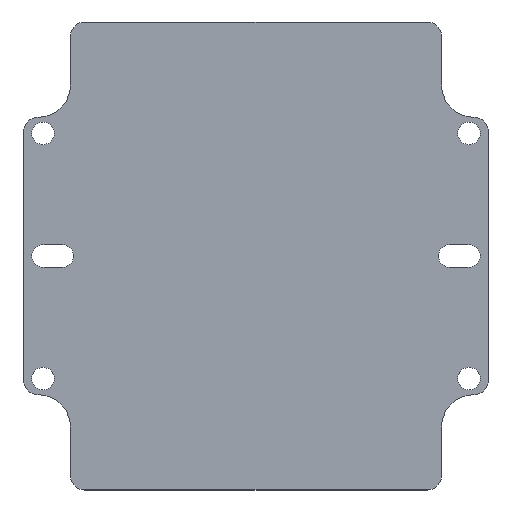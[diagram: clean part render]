
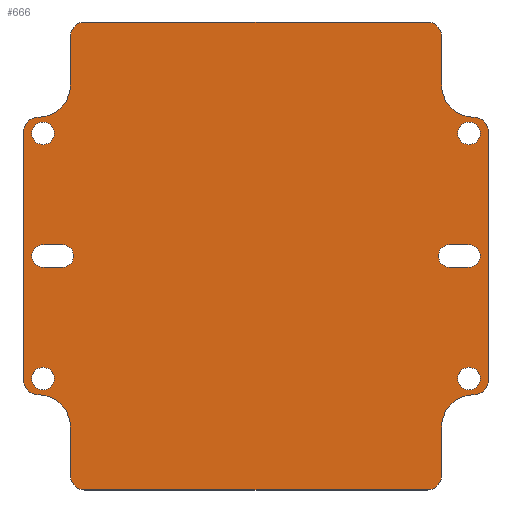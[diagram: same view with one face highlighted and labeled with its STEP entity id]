
A CAD part, top view. The second image highlights one B-rep face of the part: STEP entity #666.
In plain terms, the highlighted planar face has unit normal (0, 0, 1).
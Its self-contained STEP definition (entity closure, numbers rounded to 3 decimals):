
#25=FACE_BOUND('',#123,.T.);
#26=FACE_BOUND('',#124,.T.);
#27=FACE_BOUND('',#125,.T.);
#28=FACE_BOUND('',#126,.T.);
#29=FACE_BOUND('',#127,.T.);
#30=FACE_BOUND('',#128,.T.);
#44=PLANE('',#748);
#78=FACE_OUTER_BOUND('',#122,.T.);
#122=EDGE_LOOP('',(#581,#582,#583,#584,#585,#586,#587,#588,#589,#590,#591,
#592,#593,#594,#595,#596,#597,#598,#599,#600));
#123=EDGE_LOOP('',(#601,#602,#603,#604));
#124=EDGE_LOOP('',(#605,#606,#607,#608));
#125=EDGE_LOOP('',(#609));
#126=EDGE_LOOP('',(#610));
#127=EDGE_LOOP('',(#611));
#128=EDGE_LOOP('',(#612));
#133=LINE('',#966,#185);
#147=LINE('',#1035,#199);
#152=LINE('',#1049,#204);
#157=LINE('',#1063,#209);
#163=LINE('',#1081,#215);
#166=LINE('',#1088,#218);
#169=LINE('',#1097,#221);
#172=LINE('',#1104,#224);
#174=LINE('',#1122,#226);
#175=LINE('',#1125,#227);
#178=LINE('',#1134,#230);
#179=LINE('',#1137,#231);
#185=VECTOR('',#763,10.);
#199=VECTOR('',#823,10.);
#204=VECTOR('',#838,10.);
#209=VECTOR('',#853,10.);
#215=VECTOR('',#873,10.);
#218=VECTOR('',#882,10.);
#221=VECTOR('',#891,10.);
#224=VECTOR('',#900,10.);
#226=VECTOR('',#924,10.);
#227=VECTOR('',#927,10.);
#230=VECTOR('',#940,10.);
#231=VECTOR('',#943,10.);
#234=CIRCLE('',#677,4.5);
#254=CIRCLE('',#700,4.5);
#255=CIRCLE('',#703,4.5);
#256=CIRCLE('',#705,4.5);
#257=CIRCLE('',#708,4.5);
#258=CIRCLE('',#710,4.5);
#259=CIRCLE('',#713,4.5);
#260=CIRCLE('',#715,4.5);
#261=CIRCLE('',#717,3.5);
#262=CIRCLE('',#720,3.5);
#263=CIRCLE('',#723,3.5);
#264=CIRCLE('',#726,3.5);
#265=CIRCLE('',#729,3.5);
#266=CIRCLE('',#731,3.5);
#267=CIRCLE('',#733,3.5);
#268=CIRCLE('',#735,3.5);
#269=CIRCLE('',#737,10.);
#270=CIRCLE('',#741,10.);
#271=CIRCLE('',#743,10.);
#272=CIRCLE('',#747,10.);
#275=VERTEX_POINT('',#956);
#276=VERTEX_POINT('',#958);
#278=VERTEX_POINT('',#964);
#308=VERTEX_POINT('',#1028);
#309=VERTEX_POINT('',#1029);
#310=VERTEX_POINT('',#1034);
#311=VERTEX_POINT('',#1038);
#312=VERTEX_POINT('',#1042);
#313=VERTEX_POINT('',#1043);
#314=VERTEX_POINT('',#1048);
#315=VERTEX_POINT('',#1052);
#316=VERTEX_POINT('',#1056);
#317=VERTEX_POINT('',#1057);
#318=VERTEX_POINT('',#1062);
#319=VERTEX_POINT('',#1066);
#320=VERTEX_POINT('',#1070);
#321=VERTEX_POINT('',#1074);
#322=VERTEX_POINT('',#1075);
#323=VERTEX_POINT('',#1080);
#324=VERTEX_POINT('',#1084);
#325=VERTEX_POINT('',#1090);
#326=VERTEX_POINT('',#1091);
#327=VERTEX_POINT('',#1096);
#328=VERTEX_POINT('',#1100);
#329=VERTEX_POINT('',#1106);
#330=VERTEX_POINT('',#1109);
#331=VERTEX_POINT('',#1112);
#332=VERTEX_POINT('',#1115);
#333=VERTEX_POINT('',#1118);
#334=VERTEX_POINT('',#1124);
#335=VERTEX_POINT('',#1130);
#336=VERTEX_POINT('',#1136);
#339=EDGE_CURVE('',#275,#276,#234,.T.);
#343=EDGE_CURVE('',#278,#275,#133,.T.);
#374=EDGE_CURVE('',#308,#309,#254,.T.);
#377=EDGE_CURVE('',#309,#310,#147,.T.);
#379=EDGE_CURVE('',#310,#311,#255,.T.);
#381=EDGE_CURVE('',#312,#313,#256,.T.);
#384=EDGE_CURVE('',#313,#314,#152,.T.);
#386=EDGE_CURVE('',#314,#315,#257,.T.);
#388=EDGE_CURVE('',#316,#317,#258,.T.);
#391=EDGE_CURVE('',#317,#318,#157,.T.);
#393=EDGE_CURVE('',#318,#319,#259,.T.);
#395=EDGE_CURVE('',#320,#278,#260,.T.);
#397=EDGE_CURVE('',#321,#322,#261,.T.);
#400=EDGE_CURVE('',#322,#323,#163,.T.);
#402=EDGE_CURVE('',#323,#324,#262,.T.);
#404=EDGE_CURVE('',#324,#321,#166,.T.);
#405=EDGE_CURVE('',#325,#326,#263,.T.);
#408=EDGE_CURVE('',#326,#327,#169,.T.);
#410=EDGE_CURVE('',#327,#328,#264,.T.);
#412=EDGE_CURVE('',#328,#325,#172,.T.);
#413=EDGE_CURVE('',#329,#329,#265,.T.);
#414=EDGE_CURVE('',#330,#330,#266,.T.);
#415=EDGE_CURVE('',#331,#331,#267,.T.);
#416=EDGE_CURVE('',#332,#332,#268,.T.);
#417=EDGE_CURVE('',#276,#333,#269,.T.);
#419=EDGE_CURVE('',#333,#308,#174,.T.);
#420=EDGE_CURVE('',#311,#334,#175,.T.);
#422=EDGE_CURVE('',#334,#312,#270,.T.);
#423=EDGE_CURVE('',#315,#335,#271,.T.);
#425=EDGE_CURVE('',#335,#316,#178,.T.);
#426=EDGE_CURVE('',#319,#336,#179,.T.);
#428=EDGE_CURVE('',#336,#320,#272,.T.);
#581=ORIENTED_EDGE('',*,*,#339,.F.);
#582=ORIENTED_EDGE('',*,*,#343,.F.);
#583=ORIENTED_EDGE('',*,*,#395,.F.);
#584=ORIENTED_EDGE('',*,*,#428,.F.);
#585=ORIENTED_EDGE('',*,*,#426,.F.);
#586=ORIENTED_EDGE('',*,*,#393,.F.);
#587=ORIENTED_EDGE('',*,*,#391,.F.);
#588=ORIENTED_EDGE('',*,*,#388,.F.);
#589=ORIENTED_EDGE('',*,*,#425,.F.);
#590=ORIENTED_EDGE('',*,*,#423,.F.);
#591=ORIENTED_EDGE('',*,*,#386,.F.);
#592=ORIENTED_EDGE('',*,*,#384,.F.);
#593=ORIENTED_EDGE('',*,*,#381,.F.);
#594=ORIENTED_EDGE('',*,*,#422,.F.);
#595=ORIENTED_EDGE('',*,*,#420,.F.);
#596=ORIENTED_EDGE('',*,*,#379,.F.);
#597=ORIENTED_EDGE('',*,*,#377,.F.);
#598=ORIENTED_EDGE('',*,*,#374,.F.);
#599=ORIENTED_EDGE('',*,*,#419,.F.);
#600=ORIENTED_EDGE('',*,*,#417,.F.);
#601=ORIENTED_EDGE('',*,*,#397,.T.);
#602=ORIENTED_EDGE('',*,*,#400,.T.);
#603=ORIENTED_EDGE('',*,*,#402,.T.);
#604=ORIENTED_EDGE('',*,*,#404,.T.);
#605=ORIENTED_EDGE('',*,*,#405,.T.);
#606=ORIENTED_EDGE('',*,*,#408,.T.);
#607=ORIENTED_EDGE('',*,*,#410,.T.);
#608=ORIENTED_EDGE('',*,*,#412,.T.);
#609=ORIENTED_EDGE('',*,*,#413,.T.);
#610=ORIENTED_EDGE('',*,*,#414,.T.);
#611=ORIENTED_EDGE('',*,*,#415,.T.);
#612=ORIENTED_EDGE('',*,*,#416,.T.);
#666=ADVANCED_FACE('',(#78,#25,#26,#27,#28,#29,#30),#44,.T.);
#677=AXIS2_PLACEMENT_3D('',#959,#756,#757);
#700=AXIS2_PLACEMENT_3D('',#1030,#817,#818);
#703=AXIS2_PLACEMENT_3D('',#1039,#827,#828);
#705=AXIS2_PLACEMENT_3D('',#1044,#832,#833);
#708=AXIS2_PLACEMENT_3D('',#1053,#842,#843);
#710=AXIS2_PLACEMENT_3D('',#1058,#847,#848);
#713=AXIS2_PLACEMENT_3D('',#1067,#857,#858);
#715=AXIS2_PLACEMENT_3D('',#1071,#862,#863);
#717=AXIS2_PLACEMENT_3D('',#1076,#867,#868);
#720=AXIS2_PLACEMENT_3D('',#1085,#877,#878);
#723=AXIS2_PLACEMENT_3D('',#1092,#885,#886);
#726=AXIS2_PLACEMENT_3D('',#1101,#895,#896);
#729=AXIS2_PLACEMENT_3D('',#1107,#903,#904);
#731=AXIS2_PLACEMENT_3D('',#1110,#907,#908);
#733=AXIS2_PLACEMENT_3D('',#1113,#911,#912);
#735=AXIS2_PLACEMENT_3D('',#1116,#915,#916);
#737=AXIS2_PLACEMENT_3D('',#1119,#919,#920);
#741=AXIS2_PLACEMENT_3D('',#1128,#931,#932);
#743=AXIS2_PLACEMENT_3D('',#1131,#935,#936);
#747=AXIS2_PLACEMENT_3D('',#1140,#947,#948);
#748=AXIS2_PLACEMENT_3D('',#1141,#949,#950);
#756=DIRECTION('center_axis',(0.,0.,-1.));
#757=DIRECTION('ref_axis',(-0.707,0.707,0.));
#763=DIRECTION('',(0.,1.,0.));
#817=DIRECTION('center_axis',(0.,0.,-1.));
#818=DIRECTION('ref_axis',(-0.707,0.707,0.));
#823=DIRECTION('',(1.,0.,0.));
#827=DIRECTION('center_axis',(0.,0.,-1.));
#828=DIRECTION('ref_axis',(0.707,0.707,0.));
#832=DIRECTION('center_axis',(0.,0.,-1.));
#833=DIRECTION('ref_axis',(0.707,0.707,0.));
#838=DIRECTION('',(0.,-1.,0.));
#842=DIRECTION('center_axis',(0.,0.,-1.));
#843=DIRECTION('ref_axis',(0.707,-0.707,0.));
#847=DIRECTION('center_axis',(0.,0.,-1.));
#848=DIRECTION('ref_axis',(0.707,-0.707,0.));
#853=DIRECTION('',(-1.,0.,0.));
#857=DIRECTION('center_axis',(0.,0.,-1.));
#858=DIRECTION('ref_axis',(-0.707,-0.707,0.));
#862=DIRECTION('center_axis',(0.,0.,-1.));
#863=DIRECTION('ref_axis',(-0.707,-0.707,0.));
#867=DIRECTION('center_axis',(0.,0.,-1.));
#868=DIRECTION('ref_axis',(0.,1.,0.));
#873=DIRECTION('',(1.,0.,0.));
#877=DIRECTION('center_axis',(0.,0.,-1.));
#878=DIRECTION('ref_axis',(0.,-1.,0.));
#882=DIRECTION('',(-1.,0.,0.));
#885=DIRECTION('center_axis',(0.,0.,-1.));
#886=DIRECTION('ref_axis',(0.,1.,0.));
#891=DIRECTION('',(-1.,0.,0.));
#895=DIRECTION('center_axis',(0.,0.,-1.));
#896=DIRECTION('ref_axis',(0.,-1.,0.));
#900=DIRECTION('',(1.,0.,0.));
#903=DIRECTION('center_axis',(0.,0.,-1.));
#904=DIRECTION('ref_axis',(-1.,0.,0.));
#907=DIRECTION('center_axis',(0.,0.,-1.));
#908=DIRECTION('ref_axis',(-1.,0.,0.));
#911=DIRECTION('center_axis',(0.,0.,-1.));
#912=DIRECTION('ref_axis',(-1.,0.,0.));
#915=DIRECTION('center_axis',(0.,0.,-1.));
#916=DIRECTION('ref_axis',(-1.,0.,0.));
#919=DIRECTION('center_axis',(0.,0.,1.));
#920=DIRECTION('ref_axis',(0.,1.,0.));
#924=DIRECTION('',(0.,1.,0.));
#927=DIRECTION('',(0.,-1.,0.));
#931=DIRECTION('center_axis',(0.,0.,1.));
#932=DIRECTION('ref_axis',(1.,0.,0.));
#935=DIRECTION('center_axis',(0.,0.,1.));
#936=DIRECTION('ref_axis',(0.,-1.,0.));
#940=DIRECTION('',(0.,-1.,0.));
#943=DIRECTION('',(0.,1.,0.));
#947=DIRECTION('center_axis',(0.,0.,1.));
#948=DIRECTION('ref_axis',(-1.,0.,0.));
#949=DIRECTION('center_axis',(0.,0.,1.));
#950=DIRECTION('ref_axis',(1.,0.,0.));
#956=CARTESIAN_POINT('',(-72.,38.5,0.75));
#958=CARTESIAN_POINT('',(-67.5,43.,0.75));
#959=CARTESIAN_POINT('Origin',(-67.5,38.5,0.75));
#964=CARTESIAN_POINT('',(-72.,-38.5,0.75));
#966=CARTESIAN_POINT('',(-72.,43.,0.75));
#1028=CARTESIAN_POINT('',(-57.5,68.,0.75));
#1029=CARTESIAN_POINT('',(-53.,72.5,0.75));
#1030=CARTESIAN_POINT('Origin',(-53.,68.,0.75));
#1034=CARTESIAN_POINT('',(53.,72.5,0.75));
#1035=CARTESIAN_POINT('',(57.5,72.5,0.75));
#1038=CARTESIAN_POINT('',(57.5,68.,0.75));
#1039=CARTESIAN_POINT('Origin',(53.,68.,0.75));
#1042=CARTESIAN_POINT('',(67.5,43.,0.75));
#1043=CARTESIAN_POINT('',(72.,38.5,0.75));
#1044=CARTESIAN_POINT('Origin',(67.5,38.5,0.75));
#1048=CARTESIAN_POINT('',(72.,-38.5,0.75));
#1049=CARTESIAN_POINT('',(72.,-43.,0.75));
#1052=CARTESIAN_POINT('',(67.5,-43.,0.75));
#1053=CARTESIAN_POINT('Origin',(67.5,-38.5,0.75));
#1056=CARTESIAN_POINT('',(57.5,-68.,0.75));
#1057=CARTESIAN_POINT('',(53.,-72.5,0.75));
#1058=CARTESIAN_POINT('Origin',(53.,-68.,0.75));
#1062=CARTESIAN_POINT('',(-53.,-72.5,0.75));
#1063=CARTESIAN_POINT('',(-57.5,-72.5,0.75));
#1066=CARTESIAN_POINT('',(-57.5,-68.,0.75));
#1067=CARTESIAN_POINT('Origin',(-53.,-68.,0.75));
#1070=CARTESIAN_POINT('',(-67.5,-43.,0.75));
#1071=CARTESIAN_POINT('Origin',(-67.5,-38.5,0.75));
#1074=CARTESIAN_POINT('',(60.,-3.5,0.75));
#1075=CARTESIAN_POINT('',(60.,3.5,0.75));
#1076=CARTESIAN_POINT('Origin',(60.,0.,0.75));
#1080=CARTESIAN_POINT('',(66.,3.5,0.75));
#1081=CARTESIAN_POINT('',(30.,3.5,0.75));
#1084=CARTESIAN_POINT('',(66.,-3.5,0.75));
#1085=CARTESIAN_POINT('Origin',(66.,0.,0.75));
#1088=CARTESIAN_POINT('',(33.,-3.5,0.75));
#1090=CARTESIAN_POINT('',(-60.,3.5,0.75));
#1091=CARTESIAN_POINT('',(-60.,-3.5,0.75));
#1092=CARTESIAN_POINT('Origin',(-60.,0.,0.75));
#1096=CARTESIAN_POINT('',(-66.,-3.5,0.75));
#1097=CARTESIAN_POINT('',(-30.,-3.5,0.75));
#1100=CARTESIAN_POINT('',(-66.,3.5,0.75));
#1101=CARTESIAN_POINT('Origin',(-66.,0.,0.75));
#1104=CARTESIAN_POINT('',(-33.,3.5,0.75));
#1106=CARTESIAN_POINT('',(69.5,38.,0.75));
#1107=CARTESIAN_POINT('Origin',(66.,38.,0.75));
#1109=CARTESIAN_POINT('',(69.5,-38.,0.75));
#1110=CARTESIAN_POINT('Origin',(66.,-38.,0.75));
#1112=CARTESIAN_POINT('',(-62.5,-38.,0.75));
#1113=CARTESIAN_POINT('Origin',(-66.,-38.,0.75));
#1115=CARTESIAN_POINT('',(-62.5,38.,0.75));
#1116=CARTESIAN_POINT('Origin',(-66.,38.,0.75));
#1118=CARTESIAN_POINT('',(-57.5,53.,0.75));
#1119=CARTESIAN_POINT('Origin',(-67.5,53.,0.75));
#1122=CARTESIAN_POINT('',(-57.5,72.5,0.75));
#1124=CARTESIAN_POINT('',(57.5,53.,0.75));
#1125=CARTESIAN_POINT('',(57.5,53.,0.75));
#1128=CARTESIAN_POINT('Origin',(67.5,53.,0.75));
#1130=CARTESIAN_POINT('',(57.5,-53.,0.75));
#1131=CARTESIAN_POINT('Origin',(67.5,-53.,0.75));
#1134=CARTESIAN_POINT('',(57.5,-72.5,0.75));
#1136=CARTESIAN_POINT('',(-57.5,-53.,0.75));
#1137=CARTESIAN_POINT('',(-57.5,-53.,0.75));
#1140=CARTESIAN_POINT('Origin',(-67.5,-53.,0.75));
#1141=CARTESIAN_POINT('Origin',(0.,0.,
0.75));
